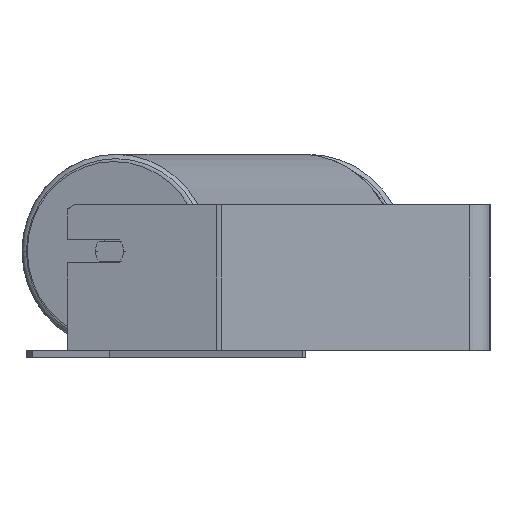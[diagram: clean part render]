
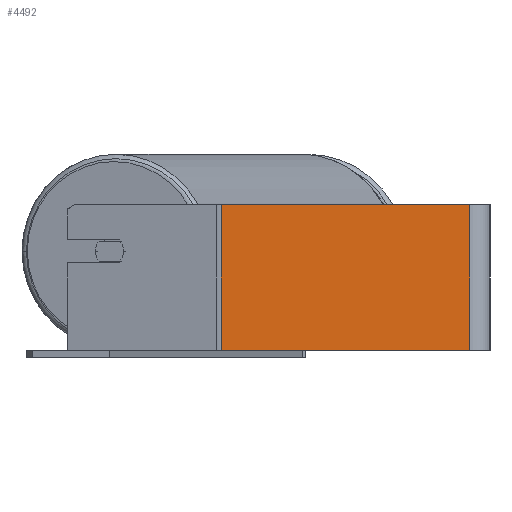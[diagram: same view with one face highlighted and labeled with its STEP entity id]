
A CAD part, left-side view. The second image highlights one B-rep face of the part: STEP entity #4492.
In plain terms, the highlighted planar face has unit normal (-1, 0, 0).
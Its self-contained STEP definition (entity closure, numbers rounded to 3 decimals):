
#36 = DIRECTION ( 'NONE',  ( 0., -1., 0. ) ) ;
#209 = LINE ( 'NONE', #5993, #7122 ) ;
#237 = CARTESIAN_POINT ( 'NONE',  ( -800., 14., 50. ) ) ;
#436 = ORIENTED_EDGE ( 'NONE', *, *, #4766, .F. ) ;
#627 = CARTESIAN_POINT ( 'NONE',  ( -800., 14., 50. ) ) ;
#1336 = DIRECTION ( 'NONE',  ( 0., 0., -1. ) ) ;
#1386 = EDGE_CURVE ( 'NONE', #6004, #4881, #209, .T. ) ;
#1411 = EDGE_CURVE ( 'NONE', #4881, #4145, #7626, .T. ) ;
#1953 = DIRECTION ( 'NONE',  ( 1., 0., 0. ) ) ;
#2299 = ORIENTED_EDGE ( 'NONE', *, *, #1386, .T. ) ;
#2374 = CARTESIAN_POINT ( 'NONE',  ( -800., 14., -50. ) ) ;
#2596 = DIRECTION ( 'NONE',  ( 0., -1., 0. ) ) ;
#2642 = FACE_OUTER_BOUND ( 'NONE', #6374, .T. ) ;
#3226 = VECTOR ( 'NONE', #5074, 1000. ) ;
#3539 = CARTESIAN_POINT ( 'NONE',  ( -800., 186.12, 50. ) ) ;
#3623 = VECTOR ( 'NONE', #2596, 1000. ) ;
#4145 = VERTEX_POINT ( 'NONE', #2374 ) ;
#4164 = VERTEX_POINT ( 'NONE', #237 ) ;
#4492 = ADVANCED_FACE ( 'NONE', ( #2642 ), #6345, .F. ) ;
#4766 = EDGE_CURVE ( 'NONE', #6004, #4164, #8007, .T. ) ;
#4881 = VERTEX_POINT ( 'NONE', #9254 ) ;
#5021 = CARTESIAN_POINT ( 'NONE',  ( -800., 184.277, 50. ) ) ;
#5074 = DIRECTION ( 'NONE',  ( 0., 0., -1. ) ) ;
#5194 = VECTOR ( 'NONE', #36, 1000. ) ;
#5993 = CARTESIAN_POINT ( 'NONE',  ( -800., 184.277, 50. ) ) ;
#6004 = VERTEX_POINT ( 'NONE', #5021 ) ;
#6023 = EDGE_CURVE ( 'NONE', #4164, #4145, #8491, .T. ) ;
#6298 = CARTESIAN_POINT ( 'NONE',  ( -800., 186.12, 50. ) ) ;
#6345 = PLANE ( 'NONE',  #8535 ) ;
#6374 = EDGE_LOOP ( 'NONE', ( #6800, #7094, #436, #2299 ) ) ;
#6800 = ORIENTED_EDGE ( 'NONE', *, *, #1411, .T. ) ;
#7094 = ORIENTED_EDGE ( 'NONE', *, *, #6023, .F. ) ;
#7122 = VECTOR ( 'NONE', #8346, 1000. ) ;
#7368 = CARTESIAN_POINT ( 'NONE',  ( -800., 186.12, -50. ) ) ;
#7626 = LINE ( 'NONE', #7368, #3623 ) ;
#8007 = LINE ( 'NONE', #3539, #5194 ) ;
#8346 = DIRECTION ( 'NONE',  ( 0., 0., -1. ) ) ;
#8491 = LINE ( 'NONE', #627, #3226 ) ;
#8535 = AXIS2_PLACEMENT_3D ( 'NONE', #6298, #1953, #1336 ) ;
#9254 = CARTESIAN_POINT ( 'NONE',  ( -800., 184.277, -50. ) ) ;
